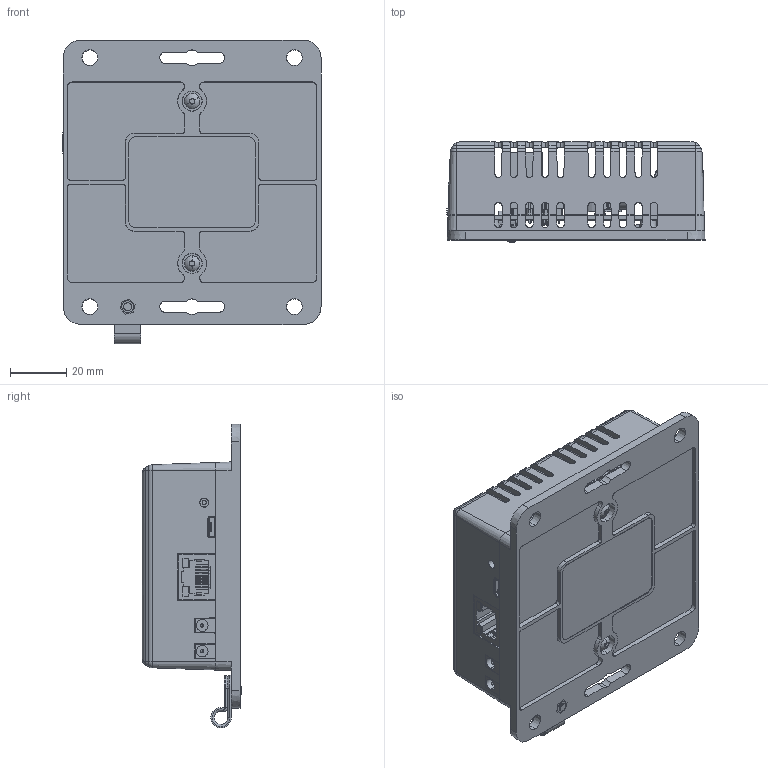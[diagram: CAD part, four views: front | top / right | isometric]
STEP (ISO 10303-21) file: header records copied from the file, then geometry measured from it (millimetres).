
FILE_DESCRIPTION (( 'STEP AP214' ), '1' );
FILE_NAME ('ENVIROMUX-1W.STEP', '2017-10-30T14:55:01', ( 'test' ), ( '' ), 'SwSTEP 2.0', 'SolidWorks 2011', '' );
FILE_SCHEMA (( 'AUTOMOTIVE_DESIGN' ));
Length unit declared in the file: inch
Products named in the file (23): HW7292; POE-LC_05132014; CN6998; ENVIROMUX-Micro_05132014_Small; CN6995; CN6994_CR1220-1; 5721-6P6C; SCV5R5104Z095004; ENVIROMUX-MICRO-1W_11192015; HW5171_PEM F-440-1 ---C; HW4130 - CABLE CLAMP; HW5130 CR-FHMS 0.112-40x0.25x0.25-C_CR-FHMS 0.112-40x0.25x0.25-C; HW7306_99512A225; ENVIROMUX-1W; CN7000; CS4229; CS4230; CN5405; SW4062; SN4030_MISB-SWMM86-5AB-LF; CN5333 - RJ45 LED; CN6398-D028-AA011
Assembly tree (25 placements, depth 4):
  ENVIROMUX-1W
    ENVIROMUX-MICRO-1W_11192015
      SCV5R5104Z095004
      CN5405
      CN6398-D028-AA011  x2
      SN4030_MISB-SWMM86-5AB-LF
      CN6995
      CN7000
      ENVIROMUX-MICRO-1W_11192015
      5721-6P6C  x2
      ENVIROMUX-Micro_05132014_Small
        POE-LC_05132014
        CN6998
      HW7292
      SW4062
      CN5333 - RJ45 LED
      CN6994_CR1220-1
    CS4229
    HW5171_PEM F-440-1 ---C
    HW7306_99512A225  x2
    HW4130 - CABLE CLAMP
    HW5130 CR-FHMS 0.112-40x0.25x0.25-C_CR-FHMS 0.112-40x0.25x0.25-C
    CS4230
Bounding box: 92.15 x 35.57 x 108.54 mm (x, y, z)
Volume: 75898.6 mm3; surface area: 82219 mm2
Topology: 31 solids, 31 shells, 4237 faces, 11350 edges, 7282 vertices
Faces by surface type: plane 2656, cylinder 1201, cone 212, torus 106, bspline 38, sphere 24
Entity records: 149338 total; most frequent: CARTESIAN_POINT 31621, ORIENTED_EDGE 20514, DIRECTION 18997, EDGE_CURVE 10257, VECTOR 7405, LINE 7405, VERTEX_POINT 6570, AXIS2_PLACEMENT_3D 5796
